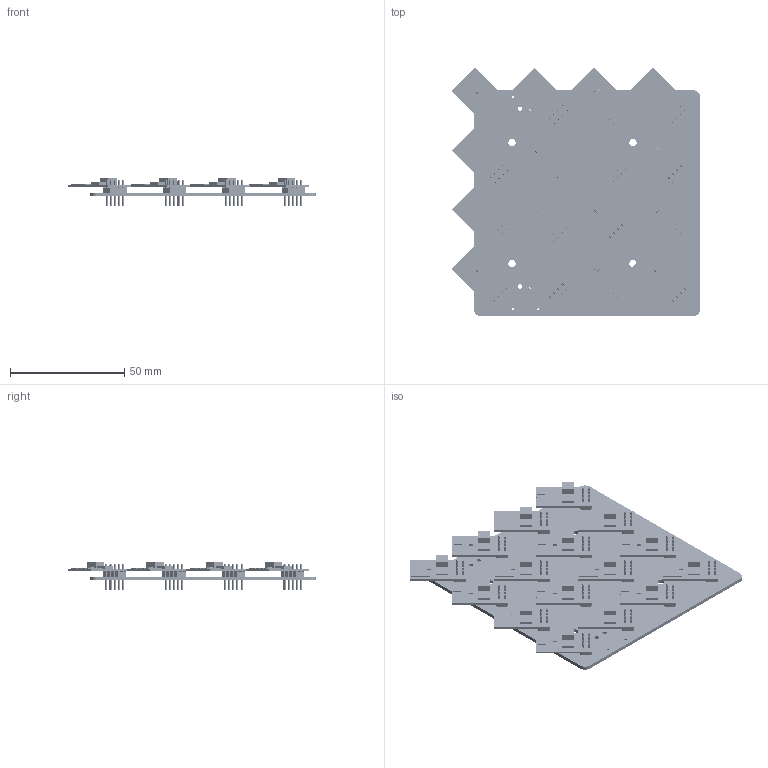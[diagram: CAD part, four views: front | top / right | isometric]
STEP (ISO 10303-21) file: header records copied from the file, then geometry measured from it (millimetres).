
FILE_DESCRIPTION(('KiCad electronic assembly'),'2;1');
FILE_NAME('wifi_camera.step','2022-09-20T09:43:45',('Pcbnew'),('Kicad'), 'Open CASCADE STEP processor 7.6','KiCad to STEP converter','Unknown' );
FILE_SCHEMA(('AUTOMOTIVE_DESIGN { 1 0 10303 214 1 1 1 1 }'));
Length unit declared in the file: millimetre
Products named in the file (4): wifi_camera 1; ESP8266-01_ESP-01; COMPOUND; _autosave-wifi_camera PCB
Assembly tree (18 placements, depth 3):
  wifi_camera 1
    ESP8266-01_ESP-01  x16
      COMPOUND
    _autosave-wifi_camera PCB
Bounding box: 108.75 x 108.82 x 12.5 mm (x, y, z)
Volume: 25112.8 mm3; surface area: 68234.5 mm2
Topology: 401 solids, 401 shells, 6774 faces, 16604 edges, 10632 vertices
Faces by surface type: bspline 6624, cylinder 144, plane 6
Full cylindrical faces by diameter (mm): 0.8 x128, 1 x4, 1.9 x4, 3.2 x4
Entity records: 35885 total; most frequent: CARTESIAN_POINT 12783, ORIENTED_EDGE 2908, PCURVE 2908, DEFINITIONAL_REPRESENTATION 2908, B_SPLINE_CURVE_WITH_KNOTS 2522, DIRECTION 1958, EDGE_CURVE 1454, SURFACE_CURVE 1314
